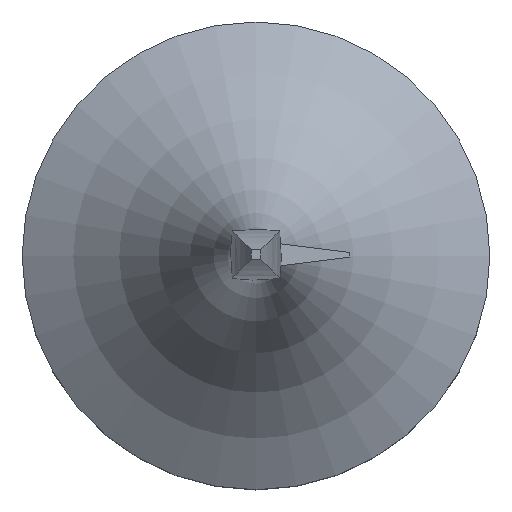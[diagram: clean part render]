
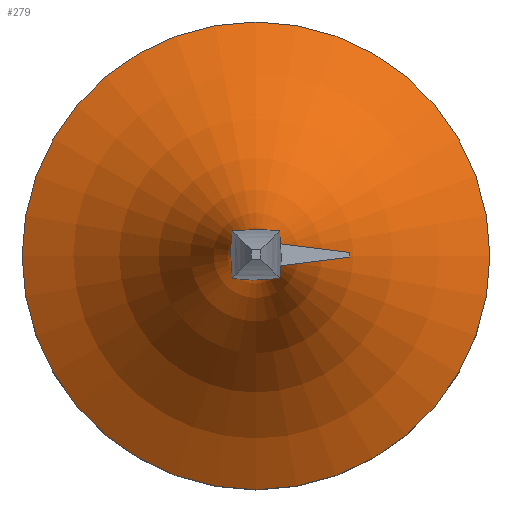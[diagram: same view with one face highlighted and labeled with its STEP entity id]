
A CAD part, top view. The second image highlights one B-rep face of the part: STEP entity #279.
In plain terms, the highlighted toroidal (fillet/blend) face has major radius 40.972 mm and minor radius 38.472 mm.
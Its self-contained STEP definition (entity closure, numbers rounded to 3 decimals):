
#14=TOROIDAL_SURFACE('',#324,40.972,38.472);
#19=CIRCLE('',#307,2.5);
#20=CIRCLE('',#308,2.5);
#27=CIRCLE('',#315,2.5);
#30=CIRCLE('',#320,25.);
#31=CIRCLE('',#321,25.);
#32=CIRCLE('',#322,25.);
#33=CIRCLE('',#325,38.472);
#50=FACE_OUTER_BOUND('',#64,.T.);
#64=EDGE_LOOP('',(#240,#241,#242,#243,#244,#245,#246,#247));
#114=VERTEX_POINT('',#440);
#115=VERTEX_POINT('',#441);
#116=VERTEX_POINT('',#443);
#128=VERTEX_POINT('',#576);
#129=VERTEX_POINT('',#578);
#130=VERTEX_POINT('',#580);
#145=EDGE_CURVE('',#114,#115,#19,.T.);
#146=EDGE_CURVE('',#116,#114,#20,.T.);
#154=EDGE_CURVE('',#115,#116,#27,.T.);
#166=EDGE_CURVE('',#128,#129,#30,.T.);
#167=EDGE_CURVE('',#129,#130,#31,.T.);
#168=EDGE_CURVE('',#130,#128,#32,.T.);
#169=EDGE_CURVE('',#115,#130,#33,.T.);
#240=ORIENTED_EDGE('',*,*,#145,.T.);
#241=ORIENTED_EDGE('',*,*,#169,.T.);
#242=ORIENTED_EDGE('',*,*,#167,.F.);
#243=ORIENTED_EDGE('',*,*,#166,.F.);
#244=ORIENTED_EDGE('',*,*,#168,.F.);
#245=ORIENTED_EDGE('',*,*,#169,.F.);
#246=ORIENTED_EDGE('',*,*,#154,.T.);
#247=ORIENTED_EDGE('',*,*,#146,.T.);
#279=ADVANCED_FACE('',(#50),#14,.F.);
#307=AXIS2_PLACEMENT_3D('',#442,#352,#353);
#308=AXIS2_PLACEMENT_3D('',#444,#354,#355);
#315=AXIS2_PLACEMENT_3D('',#457,#369,#370);
#320=AXIS2_PLACEMENT_3D('',#579,#384,#385);
#321=AXIS2_PLACEMENT_3D('',#581,#386,#387);
#322=AXIS2_PLACEMENT_3D('',#582,#388,#389);
#324=AXIS2_PLACEMENT_3D('',#584,#392,#393);
#325=AXIS2_PLACEMENT_3D('',#585,#394,#395);
#352=DIRECTION('center_axis',(0.,0.,-1.));
#353=DIRECTION('ref_axis',(1.,0.,0.));
#354=DIRECTION('center_axis',(0.,0.,-1.));
#355=DIRECTION('ref_axis',(1.,0.,0.));
#369=DIRECTION('center_axis',(0.,0.,-1.));
#370=DIRECTION('ref_axis',(1.,0.,0.));
#384=DIRECTION('center_axis',(0.,0.,-1.));
#385=DIRECTION('ref_axis',(1.,0.,0.));
#386=DIRECTION('center_axis',(0.,0.,-1.));
#387=DIRECTION('ref_axis',(1.,0.,0.));
#388=DIRECTION('center_axis',(0.,0.,-1.));
#389=DIRECTION('ref_axis',(1.,0.,0.));
#392=DIRECTION('center_axis',(0.,0.,-1.));
#393=DIRECTION('ref_axis',(-1.,0.,0.));
#394=DIRECTION('center_axis',(0.,-1.,0.));
#395=DIRECTION('ref_axis',(1.,0.,0.));
#440=CARTESIAN_POINT('',(0.,2.5,50.));
#441=CARTESIAN_POINT('',(2.5,0.,50.));
#442=CARTESIAN_POINT('Origin',(0.,0.,50.));
#443=CARTESIAN_POINT('',(0.,-2.5,50.));
#444=CARTESIAN_POINT('Origin',(0.,0.,50.));
#457=CARTESIAN_POINT('Origin',(0.,0.,50.));
#576=CARTESIAN_POINT('',(0.,-25.,15.));
#578=CARTESIAN_POINT('',(0.,25.,15.));
#579=CARTESIAN_POINT('Origin',(0.,0.,15.));
#580=CARTESIAN_POINT('',(25.,0.,15.));
#581=CARTESIAN_POINT('Origin',(0.,0.,15.));
#582=CARTESIAN_POINT('Origin',(0.,0.,15.));
#584=CARTESIAN_POINT('Origin',(0.,0.,50.));
#585=CARTESIAN_POINT('Origin',(40.972,0.,50.));
